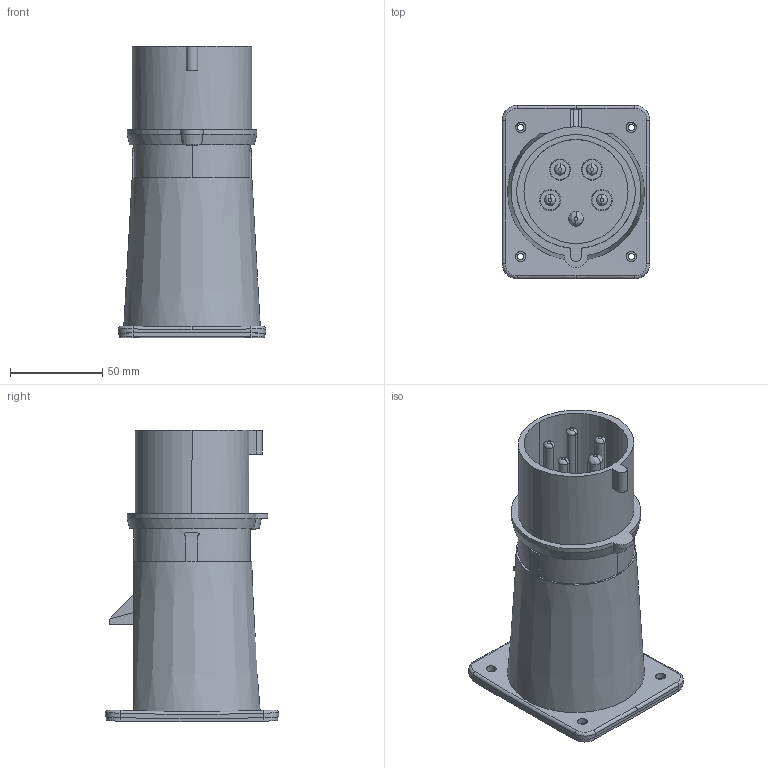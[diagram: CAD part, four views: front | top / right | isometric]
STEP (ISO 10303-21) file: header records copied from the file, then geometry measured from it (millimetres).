
FILE_DESCRIPTION((''),'2;1');
FILE_NAME('GW60220_ASM','2021-09-29T11:31:39',('User'),('Axiro Italia'),'CREO PARAMETRIC BY PTC INC, 2020354','CREO PARAMETRIC BY PTC INC, 2020354','');
FILE_SCHEMA(('CONFIG_CONTROL_DESIGN'));
Length unit declared in the file: millimetre
Products named in the file (3): GW60220_COMPONENTE_A_OR; GW60220_COMPONENTE_B_OR; GW60220_ASM
Assembly tree (2 placements, depth 2):
  GW60220_ASM
    GW60220_COMPONENTE_A_OR
    GW60220_COMPONENTE_B_OR
Bounding box: 80 x 94 x 158.3 mm (x, y, z)
Volume: 182061.9 mm3; surface area: 91968 mm2
Topology: 2 solids, 2 shells, 257 faces, 656 edges, 423 vertices
Faces by surface type: plane 114, cylinder 75, cone 39, bspline 27, torus 2
Entity records: 9601 total; most frequent: CARTESIAN_POINT 3339, ORIENTED_EDGE 1312, DIRECTION 1291, EDGE_CURVE 656, AXIS2_PLACEMENT_3D 524, VERTEX_POINT 423, EDGE_LOOP 291, CIRCLE 289
